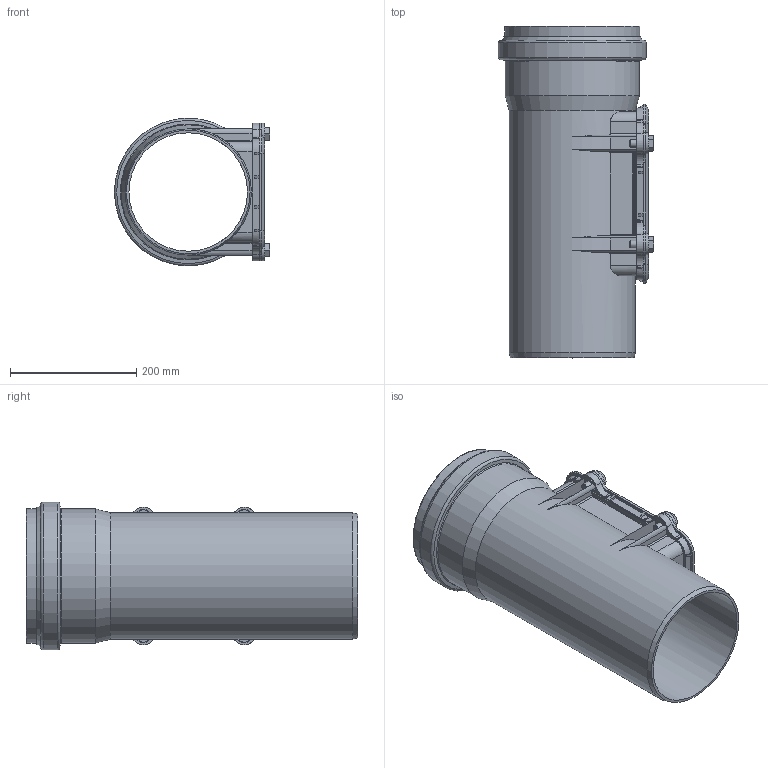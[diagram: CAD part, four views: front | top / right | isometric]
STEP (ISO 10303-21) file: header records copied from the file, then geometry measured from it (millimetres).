
FILE_DESCRIPTION(/* description */ (''),/* implementation_level */ '2;1');
FILE_NAME(/* name */ '338600 SKOLANsafeRE Reinigungsrohr DN_OD 200.stp',/* time_stamp */ '2018-01-09T14:41:29+01:00',/* author */ ('user1'),/* organization */ (''),/* preprocessor_version */ 'ST-DEVELOPER v16.1',/* originating_system */ 'Autodesk Inventor 2016',/* authorisation */ '');
FILE_SCHEMA (('AUTOMOTIVE_DESIGN { 1 0 10303 214 3 1 1 }'));
Length unit declared in the file: millimetre
Products named in the file (4): 338600 SKRE Reinigungsrohr DN_OD 200; 338600 SKRE Reinigungsrohr DN_OD 200 Deckel; DIN 6914 - M12 x 30; 338600 SKOLANsafeRE Reinigungsrohr DN_OD 200
Assembly tree (6 placements, depth 2):
  338600 SKOLANsafeRE Reinigungsrohr DN_OD 200
    338600 SKRE Reinigungsrohr DN_OD 200
    338600 SKRE Reinigungsrohr DN_OD 200 Deckel
    DIN 6914 - M12 x 30  x4
Bounding box: 246.1 x 526 x 234.2 mm (x, y, z)
Volume: 2531709 mm3; surface area: 897074.4 mm2
Topology: 6 solids, 6 shells, 593 faces, 1555 edges, 988 vertices
Faces by surface type: plane 348, cylinder 121, cone 68, bspline 34, torus 22
Full cylindrical faces by diameter (mm): 12 x4, 13 x4, 16 x4, 20 x4, 187.9 x1, 200.3 x1, 201.5 x1, 202.7 x2, 212.7 x1, 213.9 x1, 223 x1, 234.2 x1
Entity records: 17430 total; most frequent: CARTESIAN_POINT 4129, ORIENTED_EDGE 2774, DIRECTION 2690, EDGE_CURVE 1387, VERTEX_POINT 911, LINE 908, VECTOR 908, AXIS2_PLACEMENT_3D 891
